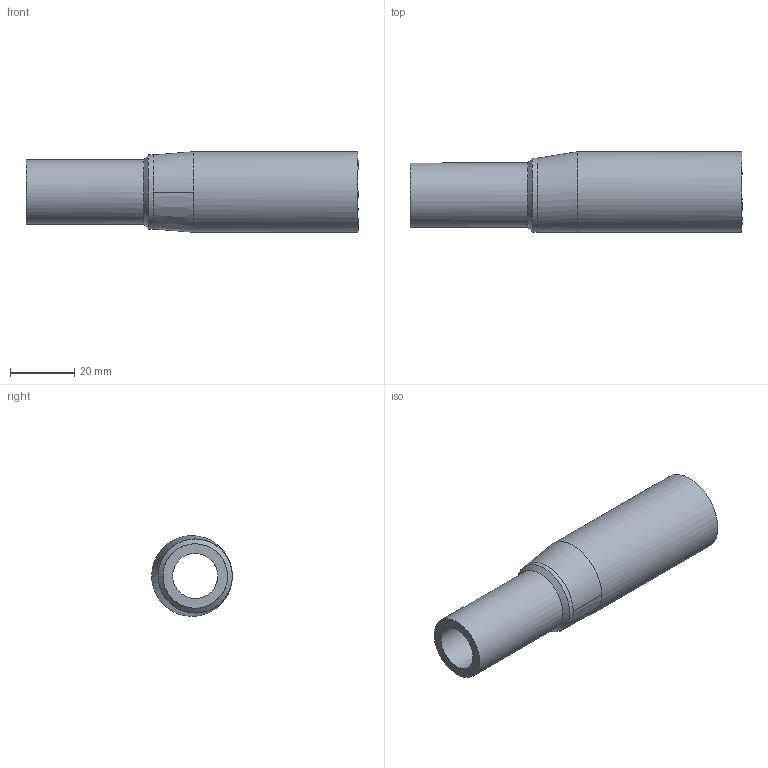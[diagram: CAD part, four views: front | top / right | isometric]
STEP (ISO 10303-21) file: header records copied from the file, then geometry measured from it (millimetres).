
FILE_DESCRIPTION (( 'STEP AP203' ), '1' );
FILE_NAME ('581230101.STEP', '2017-07-31T15:42:15', ( '' ), ( '' ), 'SwSTEP 2.0', 'SolidWorks 2017', '' );
FILE_SCHEMA (( 'CONFIG_CONTROL_DESIGN' ));
Length unit declared in the file: inch
Products named in the file (1): 581230101
Bounding box: 103 x 25 x 25 mm (x, y, z)
Volume: 20096.4 mm3; surface area: 13308.5 mm2
Topology: 1 solids, 1 shells, 11 faces, 36 edges, 27 vertices
Faces by surface type: cylinder 5, bspline 3, plane 2, cone 1
Full cylindrical faces by diameter (mm): 14 x1, 19 x1, 20 x1, 23 x1, 25 x1
Entity records: 1851 total; most frequent: CARTESIAN_POINT 1528, ORIENTED_EDGE 56, EDGE_CURVE 28, VERTEX_POINT 26, DIRECTION 26, B_SPLINE_CURVE_WITH_KNOTS 23, EDGE_LOOP 20, FACE_OUTER_BOUND 17
